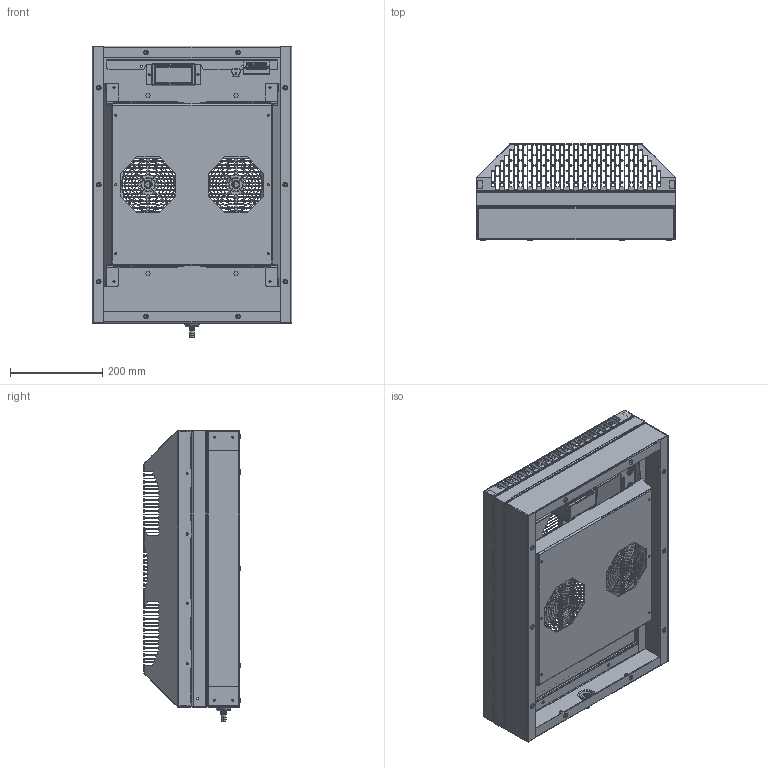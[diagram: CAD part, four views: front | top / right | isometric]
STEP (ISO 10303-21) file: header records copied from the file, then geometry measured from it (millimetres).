
FILE_DESCRIPTION((''),'2;1');
FILE_NAME('TG6505-COMPLETE_ASM_1_ASM_1_ASM','2017-05-03T',('briang'),(''),'CREO PARAMETRIC BY PTC INC, 2014500','CREO PARAMETRIC BY PTC INC, 2014500','');
FILE_SCHEMA(('CONFIG_CONTROL_DESIGN'));
Products named in the file (23): FINGER_GUARD_119X119_AXIAL_FAN_; TG3250_FOR_TG6250_ASM_1_ASM_1_ASM; TG6805-CTRL-BRKT_1_1; CAREL_IR33PLUS_SEIFERT_1_1; CAREL_IR33_PLUS_SEIFERT_ASM_1_A_ASM; TG6505-CNCTR-BRKT_1_1; 072106080019_1_1; TG6505-CNCTR-BRKT_ASM_1_ASM_1_ASM; TG6505-COVER_1_1; TG6505-COVER_ASM_1_ASM_1_ASM; TG6505-DUCT-EDGES_1_1; TG6505-DUCT-EDGES2_1_1; TG6505-DUCT-EDGES3_1_1; POPNUT_M6_HEX_OPEN_A2_1_1; TG6505-DUCT_ASM_1_ASM_1_ASM; WATERTRAY_DRAIN_FITTING_1_1; SPS_WIRECVR_BKTV2_1_1; SPS_WIRECVR_BKTV2_MNF_ASM_1_ASM_ASM; SPS-WIRECVR_1_1; TG6405-1PC-HOUSING_1_1; TG6405-1PC-HOUSING-MNF_ASM_1_AS_ASM; TG6405-1PC-HOUSING_ASM_1_ASM_1_ASM; TG6505-COMPLETE_ASM_1_ASM_1_ASM
Assembly tree (34 placements, depth 4):
  TG6505-COMPLETE_ASM_1_ASM_1_ASM
    TG3250_FOR_TG6250_ASM_1_ASM_1_ASM  x2
      FINGER_GUARD_119X119_AXIAL_FAN_
    TG6805-CTRL-BRKT_1_1
    CAREL_IR33_PLUS_SEIFERT_ASM_1_A_ASM
      CAREL_IR33PLUS_SEIFERT_1_1
    TG6505-CNCTR-BRKT_ASM_1_ASM_1_ASM
      TG6505-CNCTR-BRKT_1_1
      072106080019_1_1
    TG6505-COVER_ASM_1_ASM_1_ASM
      TG6505-COVER_1_1
    TG6505-DUCT_ASM_1_ASM_1_ASM
      TG6505-DUCT-EDGES_1_1  x2
      TG6505-DUCT-EDGES2_1_1
      TG6505-DUCT-EDGES3_1_1
      POPNUT_M6_HEX_OPEN_A2_1_1  x10
    WATERTRAY_DRAIN_FITTING_1_1
    SPS_WIRECVR_BKTV2_MNF_ASM_1_ASM_ASM  x2
      SPS_WIRECVR_BKTV2_1_1
    SPS-WIRECVR_1_1
    TG6405-1PC-HOUSING_ASM_1_ASM_1_ASM
      TG6405-1PC-HOUSING-MNF_ASM_1_AS_ASM
        TG6405-1PC-HOUSING_1_1
Bounding box: 432 x 208.1 x 632 mm (x, y, z)
Volume: 1601235.4 mm3; surface area: 2205085 mm2
Topology: 26 solids, 37 shells, 5770 faces, 15804 edges, 9675 vertices
Faces by surface type: plane 4368, cylinder 1016, torus 224, cone 74, bspline 70, sphere 16, extrusion 2
Entity records: 166161 total; most frequent: CARTESIAN_POINT 34021, ORIENTED_EDGE 28068, DIRECTION 26120, EDGE_CURVE 14036, VECTOR 11652, LINE 11650, VERTEX_POINT 8615, AXIS2_PLACEMENT_3D 7234
